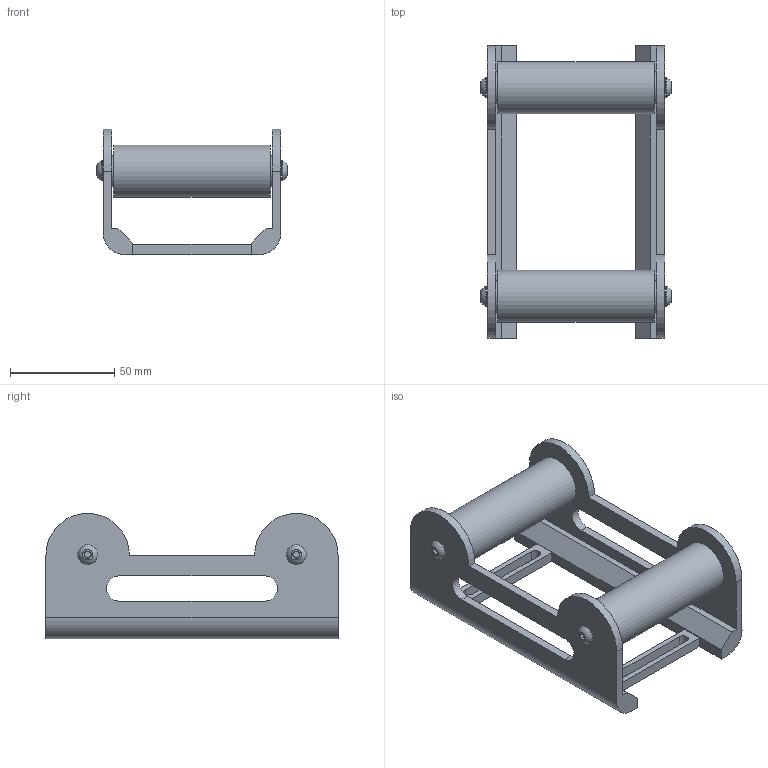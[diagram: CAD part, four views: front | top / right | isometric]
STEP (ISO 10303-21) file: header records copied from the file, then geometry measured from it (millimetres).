
FILE_DESCRIPTION(/* description */ (''),/* implementation_level */ '2;1');
FILE_NAME(/* name */ 'Spool Holder NG2.step',/* time_stamp */ '2020-09-16T17:49:21-07:00',/* author */ (''),/* organization */ (''),/* preprocessor_version */ 'ST-DEVELOPER v18.1',/* originating_system */ 'Autodesk Translation Framework v9.3.0.1241',/* authorisation */ '');
FILE_SCHEMA (('AUTOMOTIVE_DESIGN { 1 0 10303 214 3 1 1 }'));
Length unit declared in the file: millimetre
Products named in the file (11): Spool Holder NG2; Side; Connector; Spool; m5 bhcs; side(Mirror); Spool(Mirror); F695 Bearing; F695 Bearing v1(Mirror); F695 Bearing v1(Mirror) (1); F695 Bearing v1(Mirror)(Mirror)
Assembly tree (10 placements, depth 2):
  Spool Holder NG2
    Side
    Connector
    Spool
    m5 bhcs
    side(Mirror)
    Spool(Mirror)
    F695 Bearing
    F695 Bearing v1(Mirror)
    F695 Bearing v1(Mirror) (1)
    F695 Bearing v1(Mirror)(Mirror)
Bounding box: 91.64 x 140 x 60 mm (x, y, z)
Volume: 145015.1 mm3; surface area: 59246.6 mm2
Topology: 14 solids, 14 shells, 476 faces, 1140 edges, 744 vertices
Faces by surface type: cylinder 274, plane 158, cone 28, bspline 8, sphere 4, torus 4
Full cylindrical faces by diameter (mm): 3.961 x96, 5 x98, 5.4 x4, 6 x8, 6.25 x4, 9.5 x4, 11.5 x4, 11.75 x4, 12 x8, 13 x4, 13.2 x4, 15 x4, 25 x2
Entity records: 33999 total; most frequent: CARTESIAN_POINT 23273, ORIENTED_EDGE 2280, DIRECTION 1870, EDGE_CURVE 1140, VERTEX_POINT 744, AXIS2_PLACEMENT_3D 693, EDGE_LOOP 556, LINE 484
